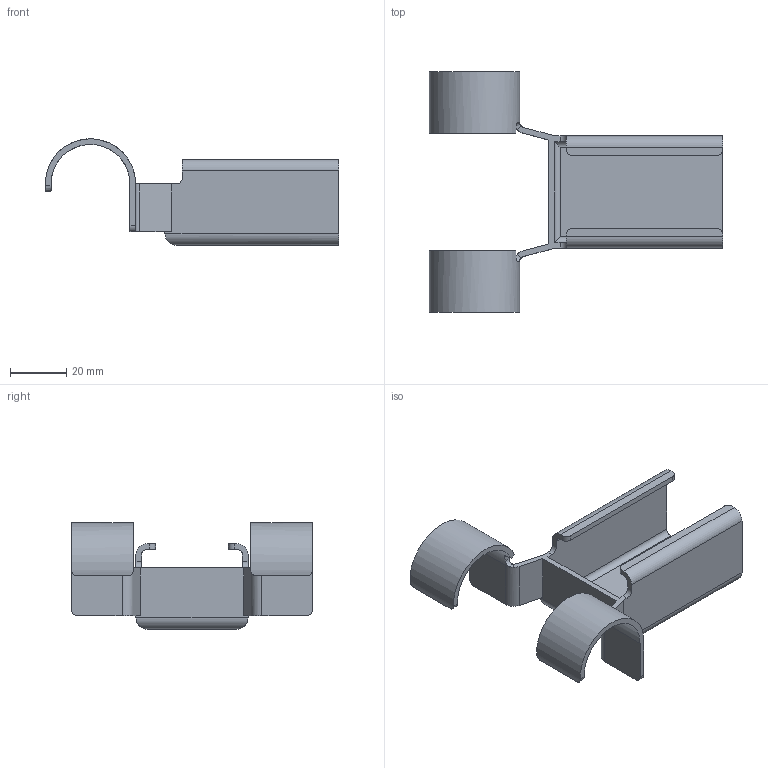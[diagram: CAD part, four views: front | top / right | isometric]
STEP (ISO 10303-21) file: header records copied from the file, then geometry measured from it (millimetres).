
FILE_DESCRIPTION (( 'STEP AP214' ), '1' );
FILE_NAME ('6750034', '2019-02-01T13:00:38', ( '' ), ('JUGARD+KÜNSTNER GmbH'), 'SwSTEP 2.0', 'SolidWorks 2017', '' );
FILE_SCHEMA (( 'AUTOMOTIVE_DESIGN' ));
Length unit declared in the file: millimetre
Products named in the file (1): 6750034_CNAJF00
Bounding box: 104.67 x 85.96 x 37.94 mm (x, y, z)
Volume: 20124.6 mm3; surface area: 21360.2 mm2
Topology: 1 solids, 1 shells, 74 faces, 200 edges, 128 vertices
Faces by surface type: plane 36, cylinder 26, bspline 12
Entity records: 3041 total; most frequent: CARTESIAN_POINT 1182, ORIENTED_EDGE 400, DIRECTION 362, EDGE_CURVE 200, VERTEX_POINT 128, VECTOR 124, LINE 124, AXIS2_PLACEMENT_3D 119
